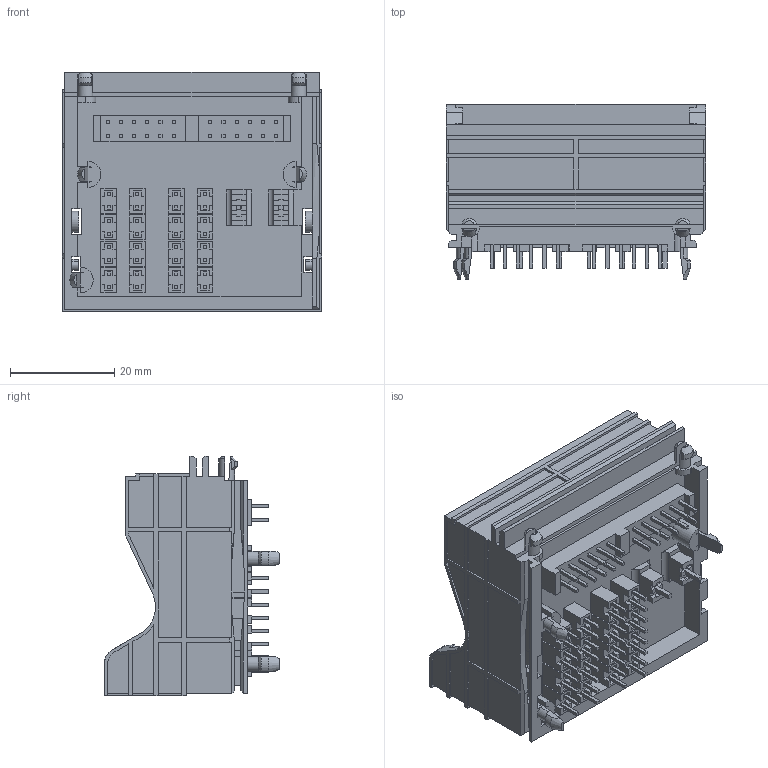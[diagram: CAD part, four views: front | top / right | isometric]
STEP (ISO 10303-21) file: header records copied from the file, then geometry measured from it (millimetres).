
FILE_DESCRIPTION((''),'2;1');
FILE_NAME('C-1241768-1','2009-03-20T',('workeradm'),('Tyco Electronics Corporation'),'PRO/ENGINEER BY PARAMETRIC TECHNOLOGY CORPORATION, 2007390','PRO/ENGINEER BY PARAMETRIC TECHNOLOGY CORPORATION, 2007390','');
FILE_SCHEMA(('AUTOMOTIVE_DESIGN { 1 0 10303 214 1 1 1 1 }'));
Length unit declared in the file: millimetre
Products named in the file (1): C-1241768-1
Bounding box: 49.8 x 33.65 x 46.1 mm (x, y, z)
Volume: 12202.9 mm3; surface area: 20235.9 mm2
Topology: 1 solids, 1 shells, 1623 faces, 4462 edges, 2970 vertices
Faces by surface type: plane 1550, cylinder 60, cone 13
Entity records: 50827 total; most frequent: CARTESIAN_POINT 9283, ORIENTED_EDGE 8924, DIRECTION 7808, EDGE_CURVE 4462, VECTOR 4268, LINE 4268, VERTEX_POINT 2970, AXIS2_PLACEMENT_3D 1770
